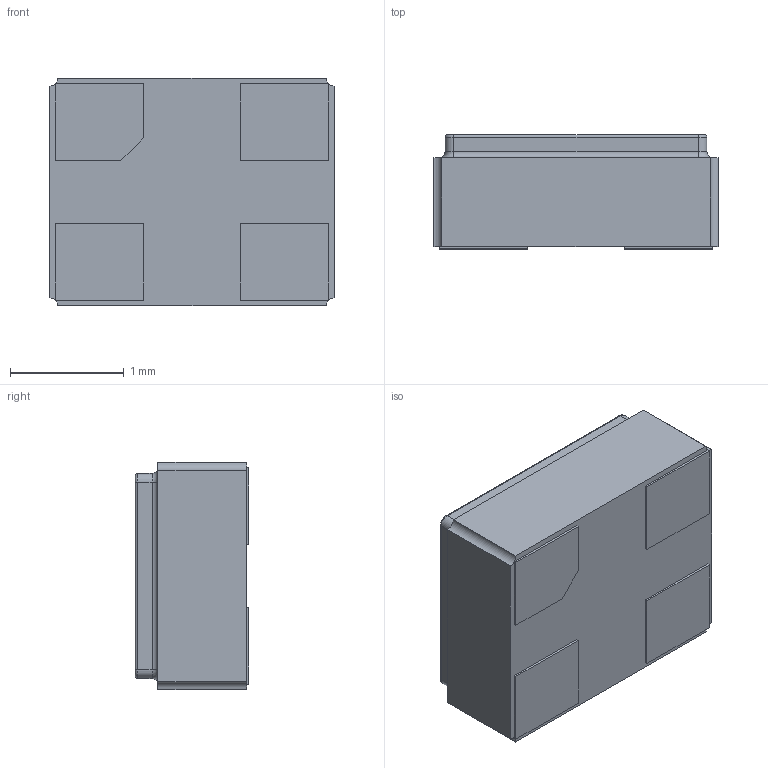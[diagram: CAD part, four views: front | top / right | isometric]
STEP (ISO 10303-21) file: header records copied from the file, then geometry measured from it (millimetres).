
FILE_DESCRIPTION (( 'STEP AP214' ), '1' );
FILE_NAME ('Crystal_SMD_4P_2520.step', '2020-12-07T12:10:42+00:00', 'Stefan Hamminga', '', '', '', '');
FILE_SCHEMA (( 'AUTOMOTIVE_DESIGN' ));
Length unit declared in the file: millimetre
Products named in the file (1): Crystal_SMD_4P_2520
Bounding box: 2.5 x 1 x 2 mm (x, y, z)
Volume: 4.8 mm3; surface area: 22.6 mm2
Topology: 5 solids, 5 shells, 60 faces, 131 edges, 82 vertices
Faces by surface type: plane 36, cylinder 16, torus 8
Entity records: 1288 total; most frequent: ORIENTED_EDGE 262, CARTESIAN_POINT 183, EDGE_CURVE 131, AXIS2_PLACEMENT_3D 88, LINE 85, VERTEX_POINT 82, EDGE_LOOP 61, ADVANCED_FACE 60
